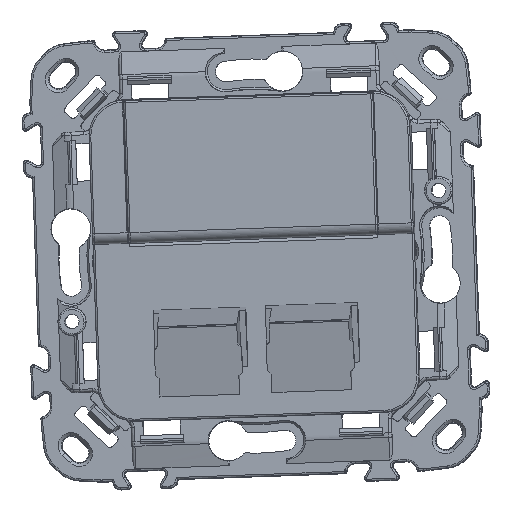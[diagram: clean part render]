
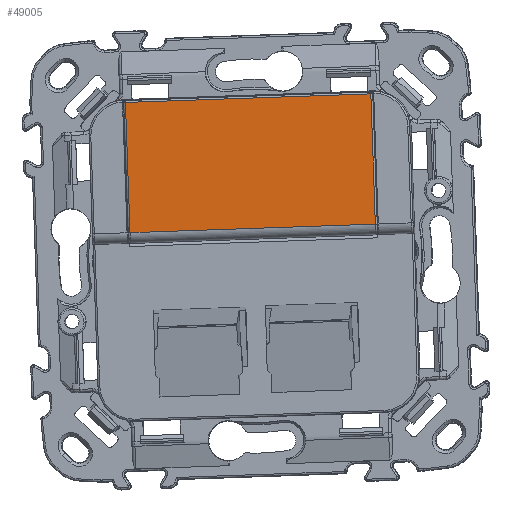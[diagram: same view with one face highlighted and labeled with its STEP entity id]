
A CAD part, front view. The second image highlights one B-rep face of the part: STEP entity #49005.
In plain terms, the highlighted face is planar.
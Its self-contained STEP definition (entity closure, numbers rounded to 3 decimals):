
#1534 = EDGE_CURVE ( 'NONE', #51015, #51425, #64014, .T. ) ;
#2003 = LINE ( 'NONE', #26750, #61390 ) ;
#8446 = DIRECTION ( 'NONE',  ( -0.035, 0., 0.999 ) ) ;
#14077 = DIRECTION ( 'NONE',  ( 0.999, 0., 0.035 ) ) ;
#18636 = ORIENTED_EDGE ( 'NONE', *, *, #43064, .F. ) ;
#19338 = VECTOR ( 'NONE', #48953, 1000. ) ;
#20210 = EDGE_LOOP ( 'NONE', ( #18636, #30846, #49885, #28001 ) ) ;
#20471 = DIRECTION ( 'NONE',  ( 0.999, 0., 0.035 ) ) ;
#26750 = CARTESIAN_POINT ( 'NONE',  ( 19.333, 4.45, 11.582 ) ) ;
#28001 = ORIENTED_EDGE ( 'NONE', *, *, #54047, .T. ) ;
#29163 = CARTESIAN_POINT ( 'NONE',  ( -20.094, 25.376, 10.205 ) ) ;
#30551 = CARTESIAN_POINT ( 'NONE',  ( -20.094, 4.45, 10.205 ) ) ;
#30846 = ORIENTED_EDGE ( 'NONE', *, *, #1534, .F. ) ;
#32152 = VECTOR ( 'NONE', #45256, 1000. ) ;
#33880 = CARTESIAN_POINT ( 'NONE',  ( -0.38, 14.7, 10.893 ) ) ;
#34012 = VERTEX_POINT ( 'NONE', #56762 ) ;
#34497 = CARTESIAN_POINT ( 'NONE',  ( -20.094, 25.376, 10.205 ) ) ;
#38904 = FACE_OUTER_BOUND ( 'NONE', #20210, .T. ) ;
#39513 = LINE ( 'NONE', #34497, #59510 ) ;
#43064 = EDGE_CURVE ( 'NONE', #51425, #34012, #39513, .T. ) ;
#45256 = DIRECTION ( 'NONE',  ( 0.999, 0., 0.035 ) ) ;
#45531 = CARTESIAN_POINT ( 'NONE',  ( 19.333, 4.45, 11.582 ) ) ;
#46499 = VERTEX_POINT ( 'NONE', #45531 ) ;
#47337 = EDGE_CURVE ( 'NONE', #51015, #46499, #56292, .T. ) ;
#48953 = DIRECTION ( 'NONE',  ( 0., 1., 0. ) ) ;
#49005 = ADVANCED_FACE ( 'NONE', ( #38904 ), #59308, .T. ) ;
#49885 = ORIENTED_EDGE ( 'NONE', *, *, #47337, .T. ) ;
#51015 = VERTEX_POINT ( 'NONE', #55998 ) ;
#51425 = VERTEX_POINT ( 'NONE', #29163 ) ;
#52836 = DIRECTION ( 'NONE',  ( 0., 1., 0. ) ) ;
#53612 = AXIS2_PLACEMENT_3D ( 'NONE', #33880, #8446, #20471 ) ;
#53633 = CARTESIAN_POINT ( 'NONE',  ( -20.094, 4.45, 10.205 ) ) ;
#54047 = EDGE_CURVE ( 'NONE', #46499, #34012, #2003, .T. ) ;
#55998 = CARTESIAN_POINT ( 'NONE',  ( -20.094, 4.45, 10.205 ) ) ;
#56292 = LINE ( 'NONE', #30551, #32152 ) ;
#56762 = CARTESIAN_POINT ( 'NONE',  ( 19.333, 25.376, 11.582 ) ) ;
#59308 = PLANE ( 'NONE',  #53612 ) ;
#59510 = VECTOR ( 'NONE', #14077, 1000. ) ;
#61390 = VECTOR ( 'NONE', #52836, 1000. ) ;
#64014 = LINE ( 'NONE', #53633, #19338 ) ;
